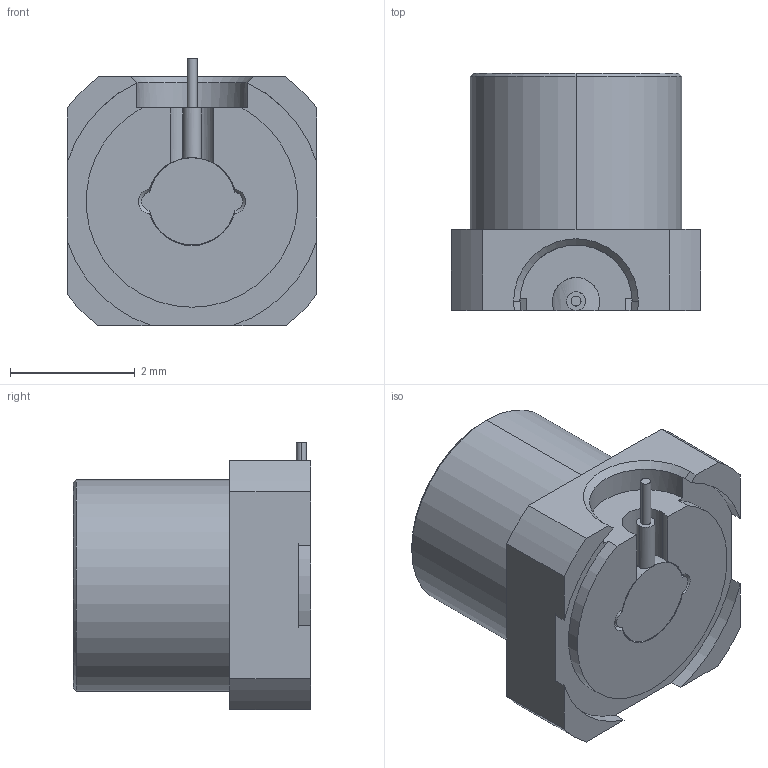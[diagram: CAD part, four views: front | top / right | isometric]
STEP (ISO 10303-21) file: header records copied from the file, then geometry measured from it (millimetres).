
FILE_DESCRIPTION (( 'STEP AP214' ), '1' );
FILE_NAME ('FMCN5386_3D.step', '2025-04-16T18:23:51', ( '' ), ( '' ), 'SwSTEP 2.0', 'SolidWorks 2022', '' );
FILE_SCHEMA (( 'AUTOMOTIVE_DESIGN' ));
Length unit declared in the file: inch
Products named in the file (1): FMCN5386_3D
Bounding box: 4 x 3.81 x 4.3 mm (x, y, z)
Volume: 31.5 mm3; surface area: 96.7 mm2
Topology: 1 solids, 1 shells, 71 faces, 182 edges, 117 vertices
Faces by surface type: cylinder 34, plane 18, cone 17, bspline 2
Entity records: 2362 total; most frequent: CARTESIAN_POINT 600, DIRECTION 366, ORIENTED_EDGE 364, EDGE_CURVE 182, AXIS2_PLACEMENT_3D 147, VERTEX_POINT 117, CIRCLE 77, EDGE_LOOP 75
